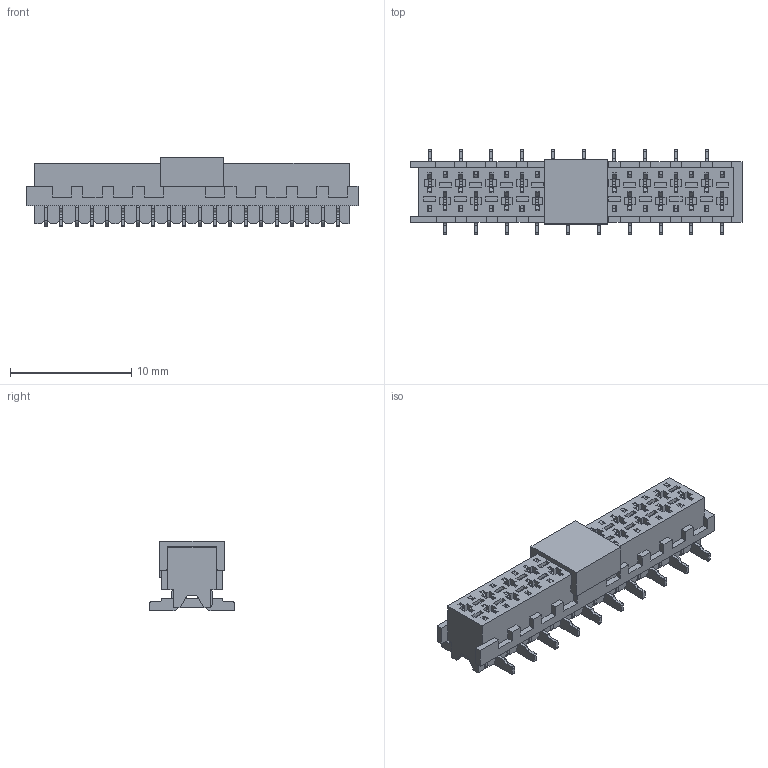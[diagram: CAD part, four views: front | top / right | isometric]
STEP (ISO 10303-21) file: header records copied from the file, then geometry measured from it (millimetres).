
FILE_DESCRIPTION( ( 'Unknown' ), '1' );
FILE_NAME( '690367282076.stp', 'Unknown', ( 'Unknown' ), ( 'Unknown' ), 'PSStep 18.0.17', 'Unknown', ' ' );
FILE_SCHEMA( ( 'AUTOMOTIVE_DESIGN { 1 0 10303 214 1 1 1 1 }' ) );
Length unit declared in the file: millimetre
Products named in the file (4): Assem1; 69036728xx76_CAP; 69036728xx76_PIN; 690367282076
Assembly tree (22 placements, depth 2):
  Assem1
    69036728xx76_CAP
    69036728xx76_PIN  x20
    690367282076
Bounding box: 27.4 x 7 x 5.75 mm (x, y, z)
Volume: 471.5 mm3; surface area: 1933.6 mm2
Topology: 22 solids, 22 shells, 1757 faces, 5036 edges, 3303 vertices
Faces by surface type: plane 1397, cylinder 360
Entity records: 37817 total; most frequent: CARTESIAN_POINT 5407, ORIENTED_EDGE 5398, DIRECTION 4661, EDGE_CURVE 2699, LINE 2663, VECTOR 2663, VERTEX_POINT 1745, EDGE_LOOP 1000
